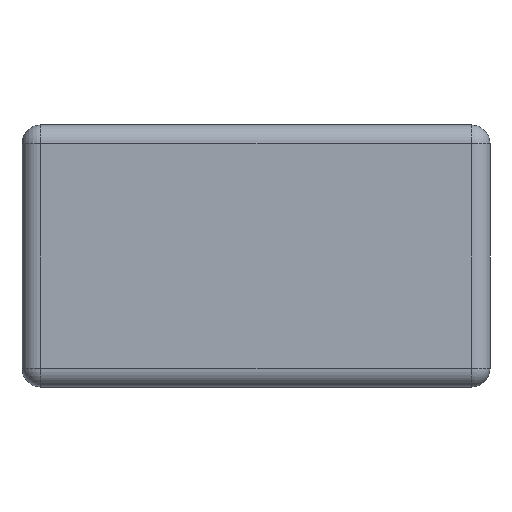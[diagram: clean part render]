
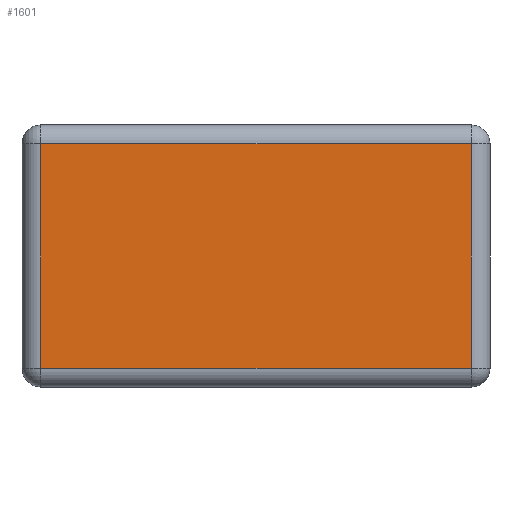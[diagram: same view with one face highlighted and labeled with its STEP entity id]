
A CAD part, left-side view. The second image highlights one B-rep face of the part: STEP entity #1601.
In plain terms, the highlighted planar face has unit normal (-1, 0, 0).
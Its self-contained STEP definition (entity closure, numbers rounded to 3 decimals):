
#1232 = VERTEX_POINT('',#1233);
#1233 = CARTESIAN_POINT('',(-1.,0.575,0.05));
#1240 = EDGE_CURVE('',#1232,#1241,#1243,.T.);
#1241 = VERTEX_POINT('',#1242);
#1242 = CARTESIAN_POINT('',(-1.,-0.575,0.05));
#1243 = LINE('',#1244,#1245);
#1244 = CARTESIAN_POINT('',(-1.,0.625,0.05));
#1245 = VECTOR('',#1246,1.);
#1246 = DIRECTION('',(0.,-1.,0.));
#1424 = VERTEX_POINT('',#1425);
#1425 = CARTESIAN_POINT('',(-1.,0.575,0.65));
#1432 = EDGE_CURVE('',#1424,#1433,#1435,.T.);
#1433 = VERTEX_POINT('',#1434);
#1434 = CARTESIAN_POINT('',(-1.,-0.575,0.65));
#1435 = LINE('',#1436,#1437);
#1436 = CARTESIAN_POINT('',(-1.,0.625,0.65));
#1437 = VECTOR('',#1438,1.);
#1438 = DIRECTION('',(0.,-1.,0.));
#1495 = EDGE_CURVE('',#1433,#1241,#1496,.T.);
#1496 = LINE('',#1497,#1498);
#1497 = CARTESIAN_POINT('',(-1.,-0.575,0.7));
#1498 = VECTOR('',#1499,1.);
#1499 = DIRECTION('',(0.,0.,-1.));
#1601 = ADVANCED_FACE('',(#1602),#1613,.F.);
#1602 = FACE_BOUND('',#1603,.F.);
#1603 = EDGE_LOOP('',(#1604,#1605,#1606,#1607));
#1604 = ORIENTED_EDGE('',*,*,#1432,.T.);
#1605 = ORIENTED_EDGE('',*,*,#1495,.T.);
#1606 = ORIENTED_EDGE('',*,*,#1240,.F.);
#1607 = ORIENTED_EDGE('',*,*,#1608,.F.);
#1608 = EDGE_CURVE('',#1424,#1232,#1609,.T.);
#1609 = LINE('',#1610,#1611);
#1610 = CARTESIAN_POINT('',(-1.,0.575,0.7));
#1611 = VECTOR('',#1612,1.);
#1612 = DIRECTION('',(0.,0.,-1.));
#1613 = PLANE('',#1614);
#1614 = AXIS2_PLACEMENT_3D('',#1615,#1616,#1617);
#1615 = CARTESIAN_POINT('',(-1.,0.625,0.7));
#1616 = DIRECTION('',(1.,0.,0.));
#1617 = DIRECTION('',(0.,0.,-1.));
